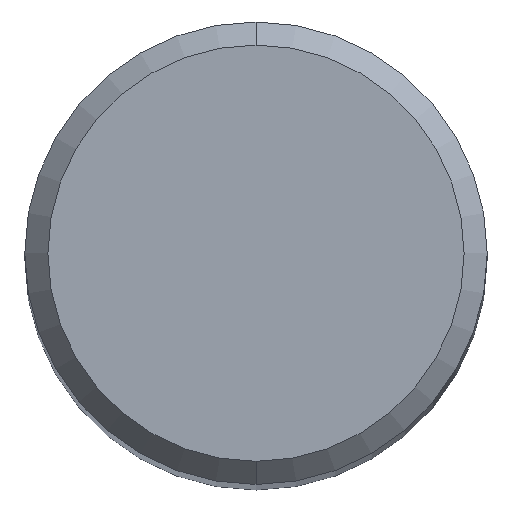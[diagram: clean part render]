
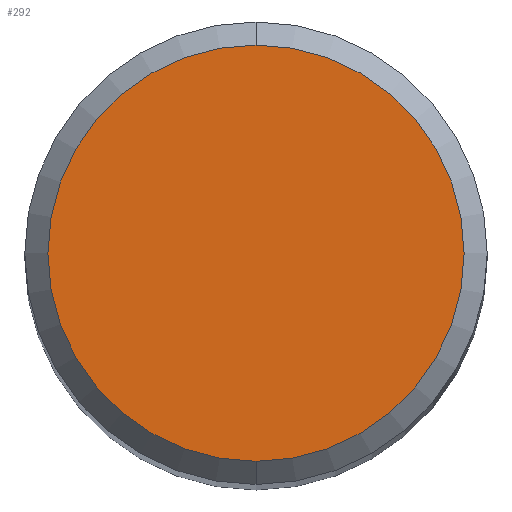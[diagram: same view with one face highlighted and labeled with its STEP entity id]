
A CAD part, top view. The second image highlights one B-rep face of the part: STEP entity #292.
In plain terms, the highlighted planar face has unit normal (0, 0, 1).
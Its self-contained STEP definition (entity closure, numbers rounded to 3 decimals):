
#242=VERTEX_POINT('',#552);
#292=ADVANCED_FACE('',(#608),#609,.T.);
#344=VERTEX_POINT('',#668);
#440=EDGE_CURVE('',#242,#344,#770,.T.);
#448=EDGE_CURVE('',#344,#242,#779,.T.);
#552=CARTESIAN_POINT('',(0.0,3.6,0.0));
#608=FACE_OUTER_BOUND('',#1080,.T.);
#609=PLANE('',#1081);
#668=CARTESIAN_POINT('',(0.,-3.6,0.0));
#770=CIRCLE('',#1379,3.6);
#779=CIRCLE('',#1393,3.6);
#1080=EDGE_LOOP('',(#1605,#1606));
#1081=AXIS2_PLACEMENT_3D('',#1607,#1608,#1609);
#1379=AXIS2_PLACEMENT_3D('',#1756,#1757,#1758);
#1393=AXIS2_PLACEMENT_3D('',#1777,#1778,#1779);
#1605=ORIENTED_EDGE('',*,*,#440,.F.);
#1606=ORIENTED_EDGE('',*,*,#448,.F.);
#1607=CARTESIAN_POINT('',(0.0,1.8,0.0));
#1608=DIRECTION('',(-0.0,0.0,1.0));
#1609=DIRECTION('',(0.0,-1.0,0.0));
#1756=CARTESIAN_POINT('',(0.0,0.0,0.0));
#1757=DIRECTION('',(0.0,0.0,-1.0));
#1758=DIRECTION('',(0.0,1.0,0.0));
#1777=CARTESIAN_POINT('',(0.0,0.0,0.0));
#1778=DIRECTION('',(0.0,0.0,-1.0));
#1779=DIRECTION('',(0.0,1.0,0.0));
